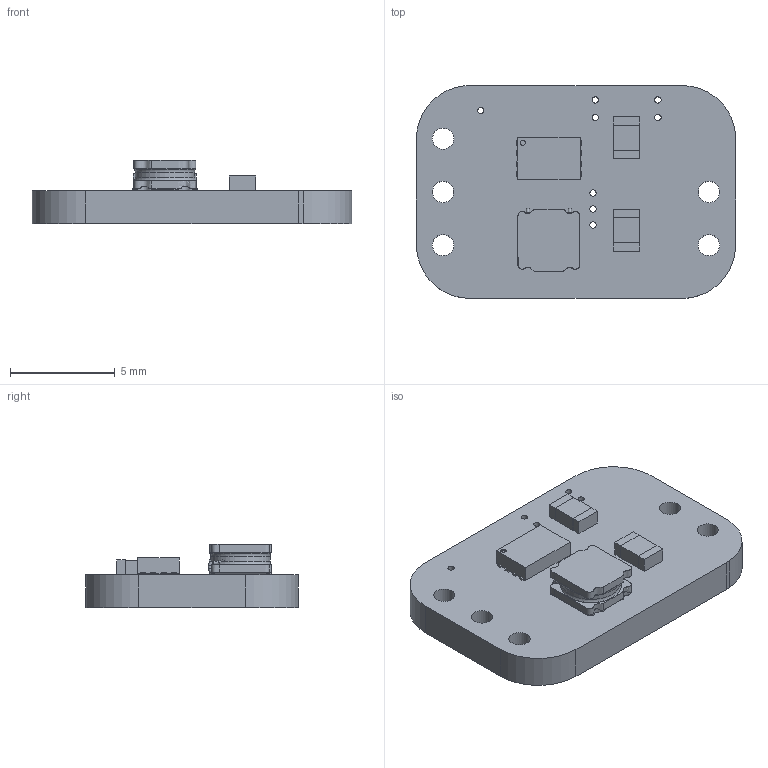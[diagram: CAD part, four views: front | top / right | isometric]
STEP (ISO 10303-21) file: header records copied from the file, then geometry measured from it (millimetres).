
FILE_DESCRIPTION(/* description */ (''),/* implementation_level */ '2;1');
FILE_NAME(/* name */ 'DIO6605B-bat-boost v5.step',/* time_stamp */ '2023-04-19T13:40:27+02:00',/* author */ (''),/* organization */ (''),/* preprocessor_version */ 'ST-DEVELOPER v19.2',/* originating_system */ 'Autodesk Translation Framework v12.4.0.73',/* authorisation */ '');
FILE_SCHEMA (('AUTOMOTIVE_DESIGN { 1 0 10303 214 3 1 1 }'));
Length unit declared in the file: millimetre
Products named in the file (15): DIO6605B-bat-boost; Board; Packages; LASKAKIT_HEART_3MM; LASKKIT_10MM_SILKSCREEN; SON50P300X200X80-9N; Body; ThermalPin; PinsArrayLR; SRN3015C220M; HPC3015BM; HPC3015BM_2; HPC3015BM_3; HPC3015BM_4; C0805
Assembly tree (15 placements, depth 4):
  DIO6605B-bat-boost
    Board
    Packages
      LASKAKIT_HEART_3MM
      LASKKIT_10MM_SILKSCREEN
      SON50P300X200X80-9N
        Body
        ThermalPin
        PinsArrayLR
      SRN3015C220M
        HPC3015BM
        HPC3015BM_2
        HPC3015BM_3
        HPC3015BM_4
      C0805  x2
Bounding box: 15.24 x 10.16 x 3.01 mm (x, y, z)
Volume: 236.5 mm3; surface area: 517.4 mm2
Topology: 16 solids, 17 shells, 260 faces, 666 edges, 442 vertices
Faces by surface type: plane 122, torus 67, cylinder 57, bspline 12, cone 2
Full cylindrical faces by diameter (mm): 0.17 x6, 0.25 x1, 0.3 x12, 1.016 x5, 2.83 x1
Entity records: 9811 total; most frequent: CARTESIAN_POINT 3144, DIRECTION 1393, ORIENTED_EDGE 1258, EDGE_CURVE 630, AXIS2_PLACEMENT_3D 571, VERTEX_POINT 418, CIRCLE 306, EDGE_LOOP 283
